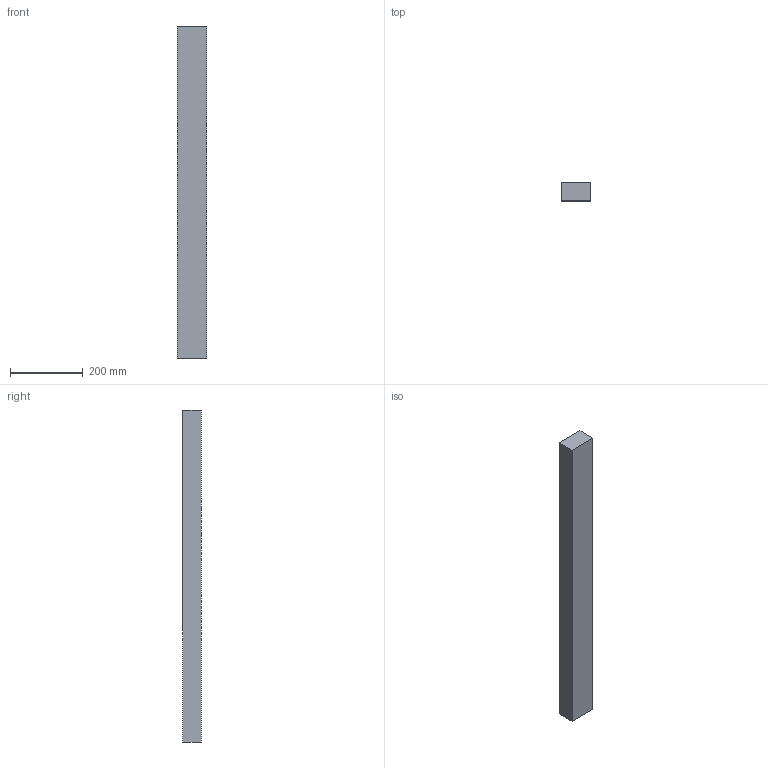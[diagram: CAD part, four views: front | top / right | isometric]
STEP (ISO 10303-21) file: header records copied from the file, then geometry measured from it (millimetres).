
FILE_DESCRIPTION (( 'STEP AP214' ), '1' );
FILE_NAME ('RFD-1-44.STEP', '2024-04-10T09:48:04', ( '' ), ( '' ), 'SwSTEP 2.0', 'SolidWorks 2021', '' );
FILE_SCHEMA (( 'AUTOMOTIVE_DESIGN' ));
Length unit declared in the file: millimetre
Products named in the file (1): RFD-1-44
Bounding box: 81 x 50 x 910 mm (x, y, z)
Volume: 3622380.1 mm3; surface area: 260534.4 mm2
Topology: 1 solids, 1 shells, 96 faces, 246 edges, 164 vertices
Faces by surface type: plane 87, bspline 9
Entity records: 3526 total; most frequent: CARTESIAN_POINT 1212, ORIENTED_EDGE 492, DIRECTION 404, EDGE_CURVE 246, VECTOR 228, LINE 228, VERTEX_POINT 164, EDGE_LOOP 108
